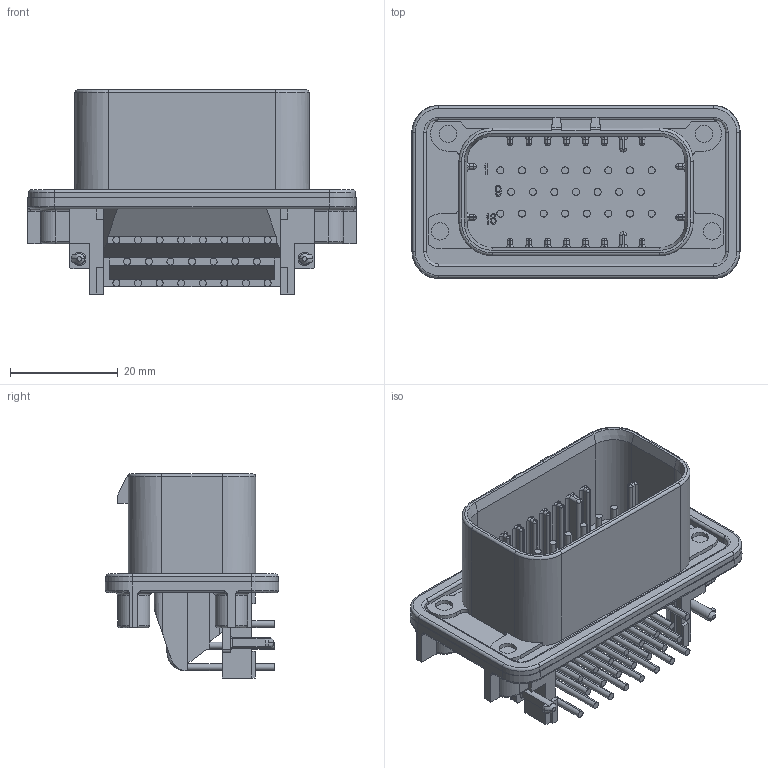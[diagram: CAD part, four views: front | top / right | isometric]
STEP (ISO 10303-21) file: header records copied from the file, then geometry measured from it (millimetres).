
FILE_DESCRIPTION((''),'2;1');
FILE_NAME('C-1-776087-4','2021-12-10T15:56:44',('workeradm'),('TE Connectivity Ltd.'),'CREO PARAMETRIC BY PTC INC, 2021072','CREO PARAMETRIC BY PTC INC, 2021072','');
FILE_SCHEMA(('AUTOMOTIVE_DESIGN { 1 0 10303 214 1 1 1 1 }'));
Length unit declared in the file: millimetre
Products named in the file (1): C-1-776087-4
Bounding box: 60.8 x 32.1 x 37.8 mm (x, y, z)
Volume: 15509.6 mm3; surface area: 14046.8 mm2
Topology: 1 solids, 1 shells, 885 faces, 2246 edges, 1426 vertices
Faces by surface type: plane 410, cylinder 341, torus 84, sphere 36, cone 8, bspline 6
Entity records: 27775 total; most frequent: CARTESIAN_POINT 5920, DIRECTION 4620, ORIENTED_EDGE 4492, EDGE_CURVE 2246, AXIS2_PLACEMENT_3D 1637, VERTEX_POINT 1426, VECTOR 1346, LINE 1346
